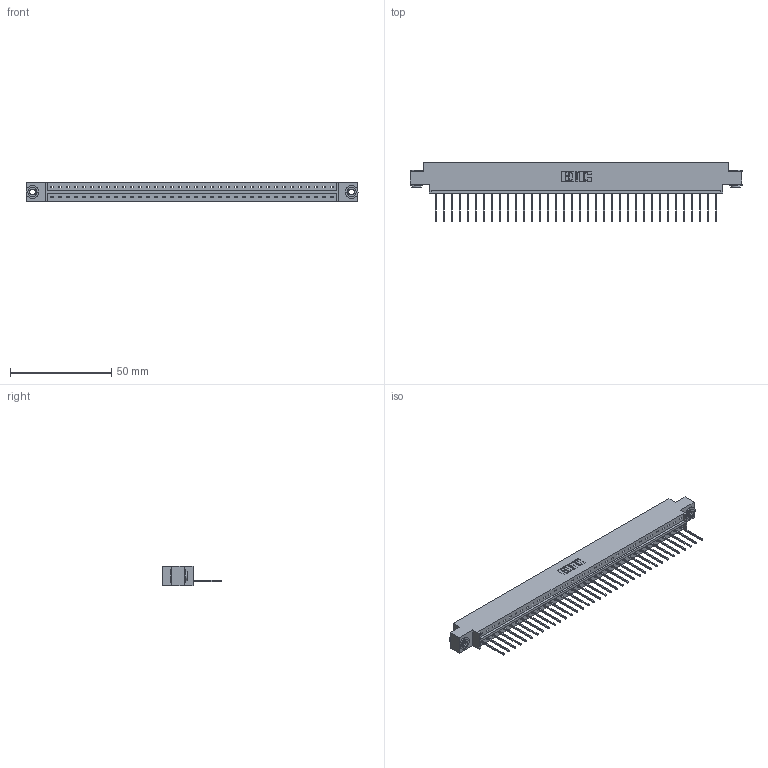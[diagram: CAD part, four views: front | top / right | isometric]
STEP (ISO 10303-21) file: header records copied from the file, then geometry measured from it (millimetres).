
FILE_DESCRIPTION (( 'STEP AP203' ), '1' );
FILE_NAME ('833-036-540-603.STEP', '2020-06-03T02:43:54', ( '' ), ( '' ), 'SwSTEP 2.0', 'SolidWorks 2020', '' );
FILE_SCHEMA (( 'CONFIG_CONTROL_DESIGN' ));
Length unit declared in the file: inch
Products named in the file (4): 833-036-540-603; 345-292-001_345-293-140; 833 Part_Offset - .156 Dia - TH; 345-250-002_345-250-002-102
Assembly tree (39 placements, depth 2):
  833-036-540-603
    833 Part_Offset - .156 Dia - TH
    345-292-001_345-293-140  x36
    345-250-002_345-250-002-102  x2
Bounding box: 164.19 x 29.47 x 9.4 mm (x, y, z)
Volume: 16310.4 mm3; surface area: 18397.9 mm2
Topology: 39 solids, 39 shells, 2244 faces, 6735 edges, 4438 vertices
Faces by surface type: plane 1596, cylinder 640, cone 8
Entity records: 23584 total; most frequent: CARTESIAN_POINT 4049, ORIENTED_EDGE 4014, DIRECTION 3461, EDGE_CURVE 2007, LINE 1855, VECTOR 1855, VERTEX_POINT 1334, AXIS2_PLACEMENT_3D 803
